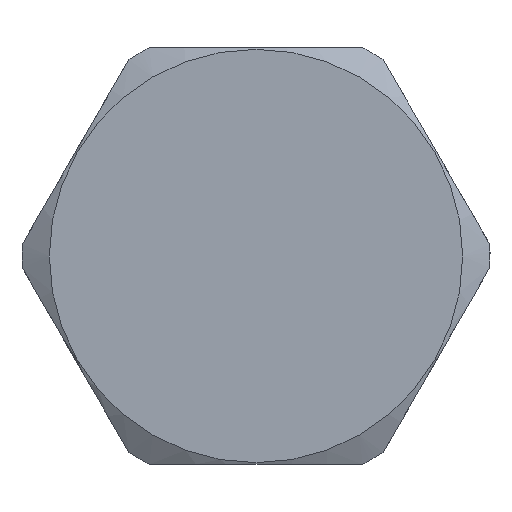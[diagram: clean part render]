
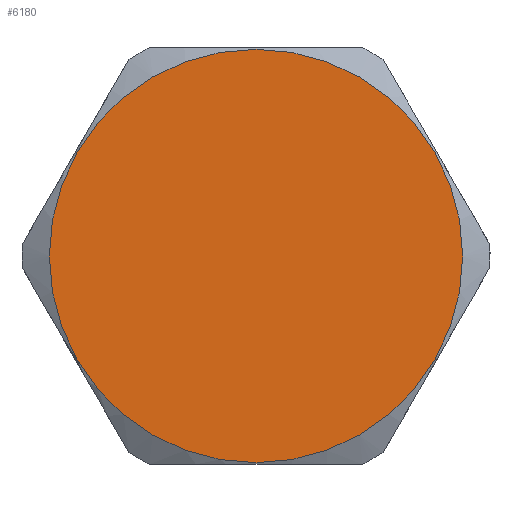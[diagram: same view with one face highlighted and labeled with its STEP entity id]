
A CAD part, left-side view. The second image highlights one B-rep face of the part: STEP entity #6180.
In plain terms, the highlighted planar face has unit normal (-1, 0, 0).
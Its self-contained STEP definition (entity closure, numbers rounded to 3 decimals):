
#16 = AXIS2_PLACEMENT_3D ( 'NONE', #3912, #2432, #6537 ) ;
#333 = DIRECTION ( 'NONE',  ( 1., 0., 0. ) ) ;
#653 = EDGE_LOOP ( 'NONE', ( #3845, #4197 ) ) ;
#822 = CARTESIAN_POINT ( 'NONE',  ( 0., 0., 0. ) ) ;
#900 = PLANE ( 'NONE',  #16 ) ;
#1569 = EDGE_CURVE ( 'NONE', #2222, #5885, #4697, .T. ) ;
#1755 = FACE_OUTER_BOUND ( 'NONE', #653, .T. ) ;
#1787 = AXIS2_PLACEMENT_3D ( 'NONE', #822, #333, #1855 ) ;
#1855 = DIRECTION ( 'NONE',  ( 0., 0., -1. ) ) ;
#1910 = DIRECTION ( 'NONE',  ( 1., 0., 0. ) ) ;
#2222 = VERTEX_POINT ( 'NONE', #6123 ) ;
#2432 = DIRECTION ( 'NONE',  ( 1., 0., 0. ) ) ;
#3454 = AXIS2_PLACEMENT_3D ( 'NONE', #4987, #1910, #5481 ) ;
#3621 = CARTESIAN_POINT ( 'NONE',  ( 0., 0., -9.45 ) ) ;
#3845 = ORIENTED_EDGE ( 'NONE', *, *, #6166, .F. ) ;
#3912 = CARTESIAN_POINT ( 'NONE',  ( 0., 0., 0. ) ) ;
#4197 = ORIENTED_EDGE ( 'NONE', *, *, #1569, .F. ) ;
#4335 = CIRCLE ( 'NONE', #3454, 9.45 ) ;
#4697 = CIRCLE ( 'NONE', #1787, 9.45 ) ;
#4987 = CARTESIAN_POINT ( 'NONE',  ( 0., 0., 0. ) ) ;
#5481 = DIRECTION ( 'NONE',  ( 0., 0., -1. ) ) ;
#5885 = VERTEX_POINT ( 'NONE', #3621 ) ;
#6123 = CARTESIAN_POINT ( 'NONE',  ( 0., 0., 9.45 ) ) ;
#6166 = EDGE_CURVE ( 'NONE', #5885, #2222, #4335, .T. ) ;
#6180 = ADVANCED_FACE ( 'NONE', ( #1755 ), #900, .F. ) ;
#6537 = DIRECTION ( 'NONE',  ( 0., 0., -1. ) ) ;
